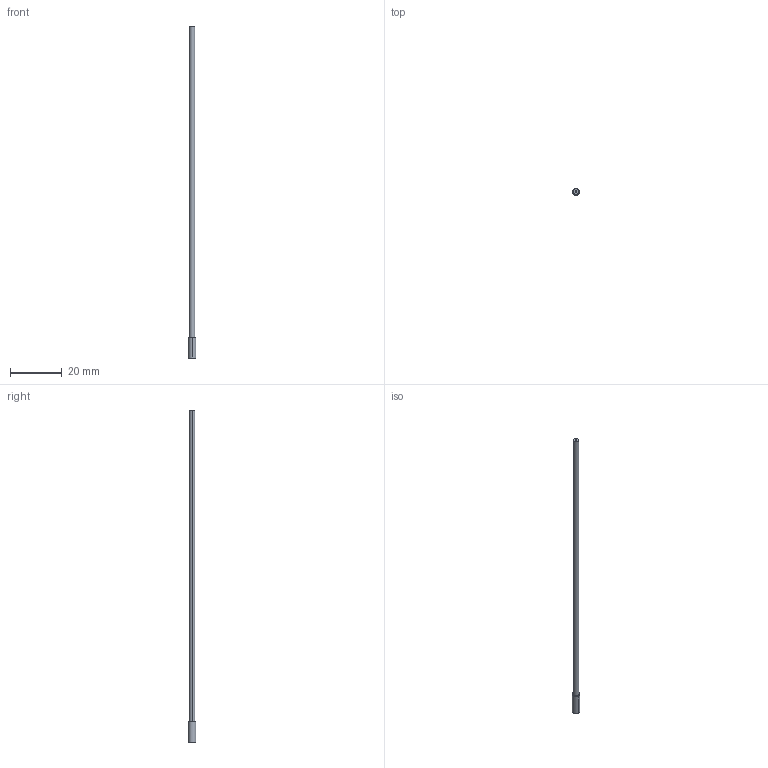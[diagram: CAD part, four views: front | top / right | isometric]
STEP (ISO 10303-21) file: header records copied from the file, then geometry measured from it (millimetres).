
FILE_DESCRIPTION((''),'2;1');
FILE_NAME('193387_ASM','2016-03-03T',('pdmadmin'),(''),'PRO/ENGINEER BY PARAMETRIC TECHNOLOGY CORPORATION, 2013230','PRO/ENGINEER BY PARAMETRIC TECHNOLOGY CORPORATION, 2013230','');
FILE_SCHEMA(('CONFIG_CONTROL_DESIGN'));
Length unit declared in the file: inch
Products named in the file (5): 39131_AF0; 38367; FIBER_CORE_020_X__AF0; 56065_ASM; 193387_ASM
Assembly tree (4 placements, depth 3):
  193387_ASM
    56065_ASM
      39131_AF0
      38367
      FIBER_CORE_020_X__AF0
Bounding box: 3 x 3 x 128.03 mm (x, y, z)
Volume: 481.6 mm3; surface area: 980.3 mm2
Topology: 2 solids, 2 shells, 18 faces, 34 edges, 22 vertices
Faces by surface type: cylinder 10, plane 6, cone 2
Entity records: 619 total; most frequent: DIRECTION 116, CARTESIAN_POINT 86, ORIENTED_EDGE 68, AXIS2_PLACEMENT_3D 52, EDGE_CURVE 34, VERTEX_POINT 22, EDGE_LOOP 22, CIRCLE 22
